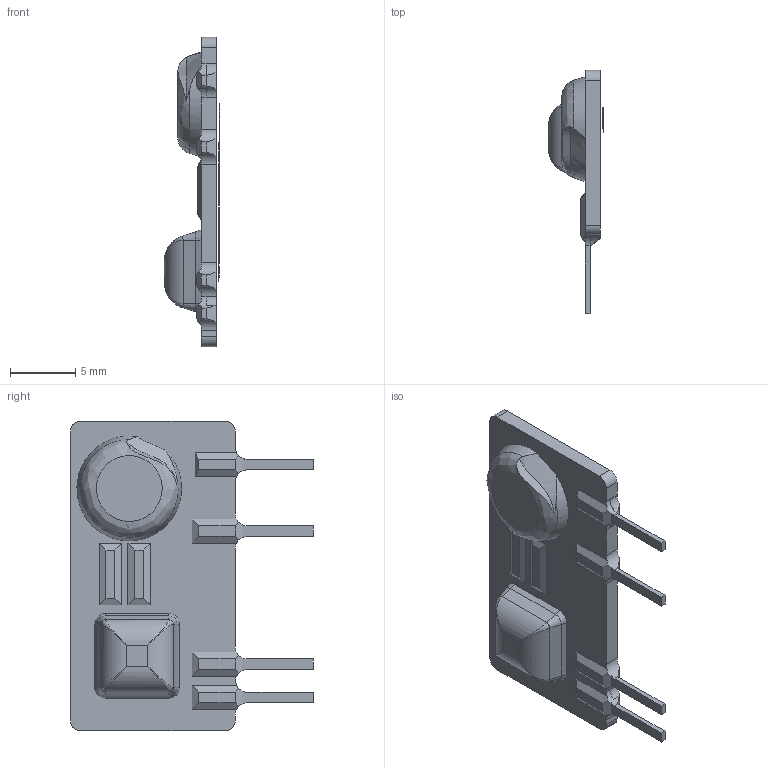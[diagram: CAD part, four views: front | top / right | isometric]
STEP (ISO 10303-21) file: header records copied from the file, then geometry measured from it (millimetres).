
FILE_DESCRIPTION (( 'STEP AP214' ), '1' );
FILE_NAME ('100101.STEP', '2016-11-28T23:19:17', ( '' ), ( '' ), 'SwSTEP 2.0', 'SolidWorks 2015', '' );
FILE_SCHEMA (( 'AUTOMOTIVE_DESIGN' ));
Length unit declared in the file: inch
Products named in the file (1): 100101
Bounding box: 4.21 x 18.54 x 23.62 mm (x, y, z)
Surface area: 812.2 mm2 (no closed solid volume)
Topology: 0 solids, 7 shells, 175 faces, 504 edges, 324 vertices
Faces by surface type: plane 116, bspline 30, cylinder 19, cone 10
Entity records: 10447 total; most frequent: CARTESIAN_POINT 4037, ORIENTED_EDGE 877, DIRECTION 676, EDGE_CURVE 499, VECTOR 348, LINE 348, VERTEX_POINT 324, EDGE_LOOP 182
